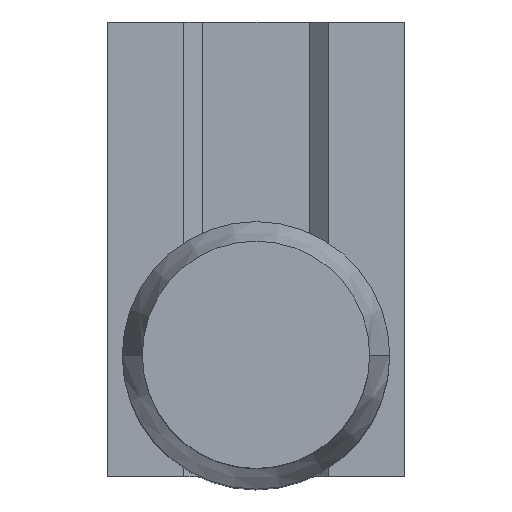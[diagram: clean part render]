
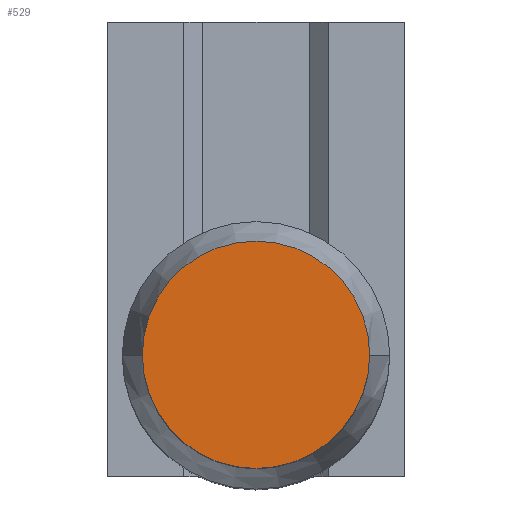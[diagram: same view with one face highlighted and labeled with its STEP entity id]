
A CAD part, top view. The second image highlights one B-rep face of the part: STEP entity #529.
In plain terms, the highlighted planar face has unit normal (0, 0, 1).
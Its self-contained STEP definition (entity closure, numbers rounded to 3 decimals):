
#21 = CARTESIAN_POINT ( 'NONE',  ( 0., 0., 33.4 ) ) ;
#88 = DIRECTION ( 'NONE',  ( 0., 0., 1. ) ) ;
#160 = DIRECTION ( 'NONE',  ( 0., 0., -1. ) ) ;
#255 = DIRECTION ( 'NONE',  ( 0., 0., -1. ) ) ;
#275 = EDGE_CURVE ( 'NONE', #921, #1031, #311, .T. ) ;
#311 = CIRCLE ( 'NONE', #395, 4.25 ) ;
#314 = AXIS2_PLACEMENT_3D ( 'NONE', #725, #255, #499 ) ;
#342 = DIRECTION ( 'NONE',  ( 1., 0., 0. ) ) ;
#395 = AXIS2_PLACEMENT_3D ( 'NONE', #21, #160, #669 ) ;
#434 = FACE_OUTER_BOUND ( 'NONE', #1011, .T. ) ;
#498 = CARTESIAN_POINT ( 'NONE',  ( 4.25, 0., 33.4 ) ) ;
#499 = DIRECTION ( 'NONE',  ( -1., 0., 0. ) ) ;
#529 = ADVANCED_FACE ( 'NONE', ( #434 ), #888, .T. ) ;
#536 = EDGE_CURVE ( 'NONE', #1031, #921, #905, .T. ) ;
#566 = CARTESIAN_POINT ( 'NONE',  ( 0., 0., 33.4 ) ) ;
#584 = AXIS2_PLACEMENT_3D ( 'NONE', #566, #88, #342 ) ;
#667 = ORIENTED_EDGE ( 'NONE', *, *, #536, .F. ) ;
#669 = DIRECTION ( 'NONE',  ( -1., 0., 0. ) ) ;
#703 = ORIENTED_EDGE ( 'NONE', *, *, #275, .F. ) ;
#725 = CARTESIAN_POINT ( 'NONE',  ( 0., 0., 33.4 ) ) ;
#888 = PLANE ( 'NONE',  #584 ) ;
#905 = CIRCLE ( 'NONE', #314, 4.25 ) ;
#921 = VERTEX_POINT ( 'NONE', #498 ) ;
#969 = CARTESIAN_POINT ( 'NONE',  ( -4.25, 0., 33.4 ) ) ;
#1011 = EDGE_LOOP ( 'NONE', ( #667, #703 ) ) ;
#1031 = VERTEX_POINT ( 'NONE', #969 ) ;
